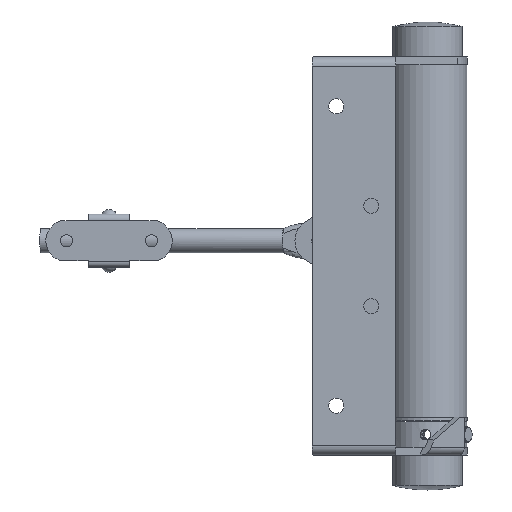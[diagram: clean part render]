
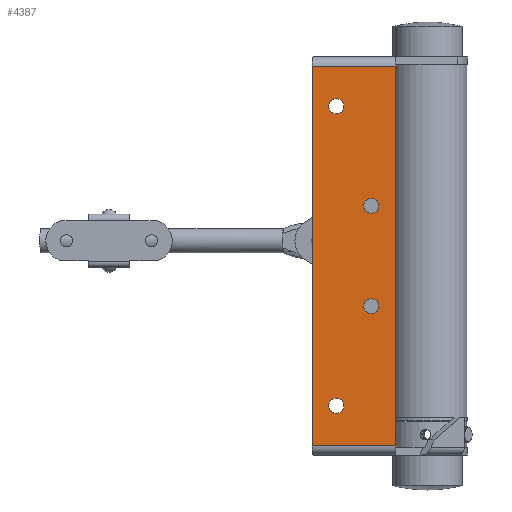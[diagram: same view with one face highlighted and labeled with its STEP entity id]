
A CAD part, front view. The second image highlights one B-rep face of the part: STEP entity #4387.
In plain terms, the highlighted planar face has unit normal (0, -1, 0).
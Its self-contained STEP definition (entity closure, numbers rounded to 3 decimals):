
#651 = DIRECTION ( 'NONE',  ( 0., 0., 1. ) ) ;
#652 = VECTOR ( 'NONE', #651, 1000. ) ;
#654 = CARTESIAN_POINT ( 'NONE',  ( -13.75, 0., -131. ) ) ;
#655 = LINE ( 'NONE', #654, #652 ) ;
#676 = CIRCLE ( 'NONE', #729, 2.5 ) ;
#680 = DIRECTION ( 'NONE',  ( 0., -1., 0. ) ) ;
#681 = CARTESIAN_POINT ( 'NONE',  ( -13.75, 0., -131. ) ) ;
#683 = CARTESIAN_POINT ( 'NONE',  ( -5.75, 0., -16.25 ) ) ;
#685 = FACE_BOUND ( 'NONE', #3461, .T. ) ;
#686 = CARTESIAN_POINT ( 'NONE',  ( 13.75, 0., -3. ) ) ;
#703 = CARTESIAN_POINT ( 'NONE',  ( -13.75, 0., -128. ) ) ;
#704 = CARTESIAN_POINT ( 'NONE',  ( 13.75, 0., -128. ) ) ;
#708 = DIRECTION ( 'NONE',  ( 0., 0., 1. ) ) ;
#709 = DIRECTION ( 'NONE',  ( 0., 1., 0. ) ) ;
#714 = AXIS2_PLACEMENT_3D ( 'NONE', #720, #709, #708 ) ;
#715 = DIRECTION ( 'NONE',  ( 1., 0., 0. ) ) ;
#718 = CIRCLE ( 'NONE', #714, 2.5 ) ;
#720 = CARTESIAN_POINT ( 'NONE',  ( 5.75, 0., -49. ) ) ;
#722 = FACE_OUTER_BOUND ( 'NONE', #3479, .T. ) ;
#723 = DIRECTION ( 'NONE',  ( 0., 0., 1. ) ) ;
#724 = DIRECTION ( 'NONE',  ( 0., 1., 0. ) ) ;
#725 = CARTESIAN_POINT ( 'NONE',  ( 5.75, 0., -82. ) ) ;
#726 = FACE_BOUND ( 'NONE', #4381, .T. ) ;
#727 = AXIS2_PLACEMENT_3D ( 'NONE', #681, #680, #715 ) ;
#728 = FACE_BOUND ( 'NONE', #4388, .T. ) ;
#729 = AXIS2_PLACEMENT_3D ( 'NONE', #725, #724, #723 ) ;
#730 = DIRECTION ( 'NONE',  ( 0., 0., 1. ) ) ;
#731 = DIRECTION ( 'NONE',  ( 0., 1., 0. ) ) ;
#732 = AXIS2_PLACEMENT_3D ( 'NONE', #683, #731, #730 ) ;
#733 = PLANE ( 'NONE',  #727 ) ;
#734 = FACE_BOUND ( 'NONE', #3472, .T. ) ;
#736 = CIRCLE ( 'NONE', #732, 2.5 ) ;
#770 = DIRECTION ( 'NONE',  ( 0., 0., 1. ) ) ;
#771 = VECTOR ( 'NONE', #770, 1000. ) ;
#772 = CARTESIAN_POINT ( 'NONE',  ( 13.75, 0., -131. ) ) ;
#773 = LINE ( 'NONE', #772, #771 ) ;
#779 = CARTESIAN_POINT ( 'NONE',  ( -13.75, 0., -3. ) ) ;
#800 = CARTESIAN_POINT ( 'NONE',  ( -5.75, 0., -18.75 ) ) ;
#1020 = CARTESIAN_POINT ( 'NONE',  ( -5.75, 0., -13.75 ) ) ;
#1037 = DIRECTION ( 'NONE',  ( 0., 0., 1. ) ) ;
#1044 = AXIS2_PLACEMENT_3D ( 'NONE', #1050, #1049, #1037 ) ;
#1049 = DIRECTION ( 'NONE',  ( 0., 1., 0. ) ) ;
#1050 = CARTESIAN_POINT ( 'NONE',  ( -5.75, 0., -16.25 ) ) ;
#1055 = CIRCLE ( 'NONE', #1044, 2.5 ) ;
#1140 = DIRECTION ( 'NONE',  ( -1., 0., 0. ) ) ;
#1143 = VECTOR ( 'NONE', #1140, 1000. ) ;
#1144 = CARTESIAN_POINT ( 'NONE',  ( -13.75, 0., -3. ) ) ;
#1145 = LINE ( 'NONE', #1144, #1143 ) ;
#1178 = DIRECTION ( 'NONE',  ( 0., 0., 1. ) ) ;
#1179 = DIRECTION ( 'NONE',  ( 0., 1., 0. ) ) ;
#1187 = AXIS2_PLACEMENT_3D ( 'NONE', #1193, #1179, #1178 ) ;
#1191 = CIRCLE ( 'NONE', #1187, 2.5 ) ;
#1192 = CARTESIAN_POINT ( 'NONE',  ( 5.75, 0., -51.5 ) ) ;
#1193 = CARTESIAN_POINT ( 'NONE',  ( 5.75, 0., -49. ) ) ;
#1227 = CARTESIAN_POINT ( 'NONE',  ( 5.75, 0., -46.5 ) ) ;
#1248 = CARTESIAN_POINT ( 'NONE',  ( 5.75, 0., -84.5 ) ) ;
#1281 = CARTESIAN_POINT ( 'NONE',  ( 5.75, 0., -79.5 ) ) ;
#3396 = ORIENTED_EDGE ( 'NONE', *, *, #4603, .T. ) ;
#3430 = ORIENTED_EDGE ( 'NONE', *, *, #4384, .T. ) ;
#3432 = EDGE_CURVE ( 'NONE', #4375, #4383, #7039, .T. ) ;
#3442 = ORIENTED_EDGE ( 'NONE', *, *, #4406, .T. ) ;
#3457 = ORIENTED_EDGE ( 'NONE', *, *, #4361, .F. ) ;
#3461 = EDGE_LOOP ( 'NONE', ( #3430, #4398 ) ) ;
#3470 = ORIENTED_EDGE ( 'NONE', *, *, #4095, .T. ) ;
#3472 = EDGE_LOOP ( 'NONE', ( #4382, #3470 ) ) ;
#3473 = ORIENTED_EDGE ( 'NONE', *, *, #3902, .T. ) ;
#3474 = ORIENTED_EDGE ( 'NONE', *, *, #3432, .T. ) ;
#3479 = EDGE_LOOP ( 'NONE', ( #3457, #3474, #3442, #3396 ) ) ;
#3518 = EDGE_CURVE ( 'NONE', #4116, #3892, #7125, .T. ) ;
#3892 = VERTEX_POINT ( 'NONE', #7648 ) ;
#3902 = EDGE_CURVE ( 'NONE', #3892, #4116, #7646, .T. ) ;
#4095 = EDGE_CURVE ( 'NONE', #4664, #4667, #7963, .T. ) ;
#4116 = VERTEX_POINT ( 'NONE', #8001 ) ;
#4361 = EDGE_CURVE ( 'NONE', #4375, #4408, #655, .T. ) ;
#4375 = VERTEX_POINT ( 'NONE', #703 ) ;
#4380 = VERTEX_POINT ( 'NONE', #686 ) ;
#4381 = EDGE_LOOP ( 'NONE', ( #4395, #4389 ) ) ;
#4382 = ORIENTED_EDGE ( 'NONE', *, *, #4385, .T. ) ;
#4383 = VERTEX_POINT ( 'NONE', #704 ) ;
#4384 = EDGE_CURVE ( 'NONE', #4544, #4438, #736, .T. ) ;
#4385 = EDGE_CURVE ( 'NONE', #4667, #4664, #676, .T. ) ;
#4387 = ADVANCED_FACE ( 'NONE', ( #685, #726, #734, #728, #722 ), #733, .T. ) ;
#4388 = EDGE_LOOP ( 'NONE', ( #4391, #3473 ) ) ;
#4389 = ORIENTED_EDGE ( 'NONE', *, *, #4632, .T. ) ;
#4391 = ORIENTED_EDGE ( 'NONE', *, *, #3518, .T. ) ;
#4392 = EDGE_CURVE ( 'NONE', #4645, #4628, #718, .T. ) ;
#4395 = ORIENTED_EDGE ( 'NONE', *, *, #4392, .T. ) ;
#4398 = ORIENTED_EDGE ( 'NONE', *, *, #4559, .T. ) ;
#4406 = EDGE_CURVE ( 'NONE', #4383, #4380, #773, .T. ) ;
#4408 = VERTEX_POINT ( 'NONE', #779 ) ;
#4438 = VERTEX_POINT ( 'NONE', #800 ) ;
#4544 = VERTEX_POINT ( 'NONE', #1020 ) ;
#4559 = EDGE_CURVE ( 'NONE', #4438, #4544, #1055, .T. ) ;
#4603 = EDGE_CURVE ( 'NONE', #4380, #4408, #1145, .T. ) ;
#4628 = VERTEX_POINT ( 'NONE', #1192 ) ;
#4632 = EDGE_CURVE ( 'NONE', #4628, #4645, #1191, .T. ) ;
#4645 = VERTEX_POINT ( 'NONE', #1227 ) ;
#4664 = VERTEX_POINT ( 'NONE', #1248 ) ;
#4667 = VERTEX_POINT ( 'NONE', #1281 ) ;
#7036 = DIRECTION ( 'NONE',  ( 1., 0., 0. ) ) ;
#7037 = VECTOR ( 'NONE', #7036, 1000. ) ;
#7038 = CARTESIAN_POINT ( 'NONE',  ( 13.75, 0., -128. ) ) ;
#7039 = LINE ( 'NONE', #7038, #7037 ) ;
#7118 = CARTESIAN_POINT ( 'NONE',  ( -5.75, 0., -114.75 ) ) ;
#7125 = CIRCLE ( 'NONE', #7177, 2.5 ) ;
#7175 = DIRECTION ( 'NONE',  ( 0., 0., 1. ) ) ;
#7176 = DIRECTION ( 'NONE',  ( 0., 1., 0. ) ) ;
#7177 = AXIS2_PLACEMENT_3D ( 'NONE', #7118, #7176, #7175 ) ;
#7646 = CIRCLE ( 'NONE', #7663, 2.5 ) ;
#7648 = CARTESIAN_POINT ( 'NONE',  ( -5.75, 0., -117.25 ) ) ;
#7660 = DIRECTION ( 'NONE',  ( 0., 0., 1. ) ) ;
#7661 = DIRECTION ( 'NONE',  ( 0., 1., 0. ) ) ;
#7662 = CARTESIAN_POINT ( 'NONE',  ( -5.75, 0., -114.75 ) ) ;
#7663 = AXIS2_PLACEMENT_3D ( 'NONE', #7662, #7661, #7660 ) ;
#7960 = DIRECTION ( 'NONE',  ( 0., 0., 1. ) ) ;
#7961 = DIRECTION ( 'NONE',  ( 0., 1., 0. ) ) ;
#7962 = AXIS2_PLACEMENT_3D ( 'NONE', #7982, #7961, #7960 ) ;
#7963 = CIRCLE ( 'NONE', #7962, 2.5 ) ;
#7982 = CARTESIAN_POINT ( 'NONE',  ( 5.75, 0., -82. ) ) ;
#8001 = CARTESIAN_POINT ( 'NONE',  ( -5.75, 0., -112.25 ) ) ;
